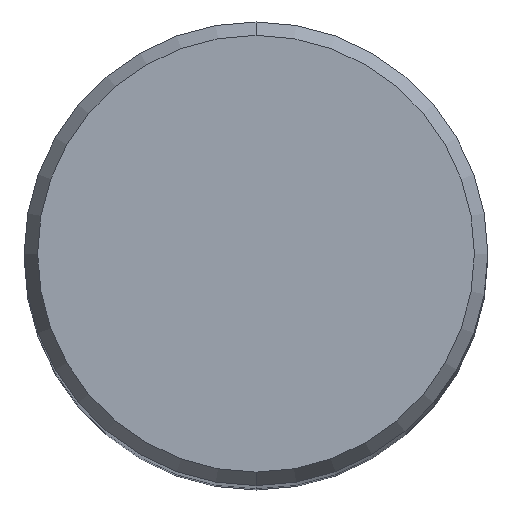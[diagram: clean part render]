
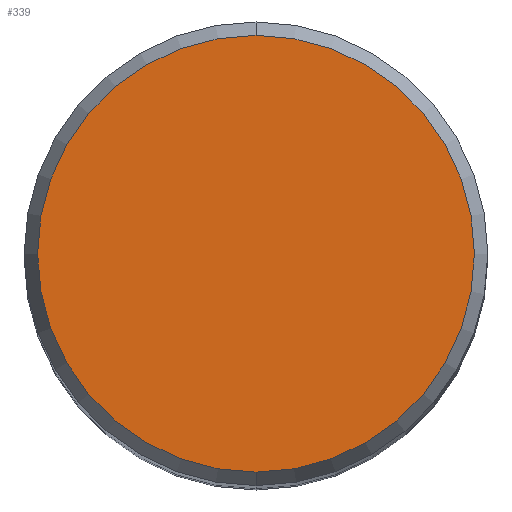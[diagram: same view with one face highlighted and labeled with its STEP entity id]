
A CAD part, top view. The second image highlights one B-rep face of the part: STEP entity #339.
In plain terms, the highlighted planar face has unit normal (0, 0, 1).
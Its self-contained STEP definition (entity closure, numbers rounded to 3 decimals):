
#169=VERTEX_POINT('',#437);
#267=EDGE_CURVE('',#169,#277,#544,.T.);
#277=VERTEX_POINT('',#555);
#339=ADVANCED_FACE('',(#620),#621,.T.);
#343=EDGE_CURVE('',#277,#169,#625,.T.);
#437=CARTESIAN_POINT('',(0.0,7.479,0.));
#544=CIRCLE('',#1008,7.479);
#555=CARTESIAN_POINT('',(0.,-7.479,0.));
#620=FACE_OUTER_BOUND('',#1226,.T.);
#621=PLANE('',#1227);
#625=CIRCLE('',#1232,7.479);
#1008=AXIS2_PLACEMENT_3D('',#1471,#1472,#1473);
#1226=EDGE_LOOP('',(#1535,#1536));
#1227=AXIS2_PLACEMENT_3D('',#1537,#1538,#1539);
#1232=AXIS2_PLACEMENT_3D('',#1540,#1541,#1542);
#1471=CARTESIAN_POINT('',(0.0,0.0,0.));
#1472=DIRECTION('',(0.0,0.0,-1.0));
#1473=DIRECTION('',(0.0,1.0,0.0));
#1535=ORIENTED_EDGE('',*,*,#267,.F.);
#1536=ORIENTED_EDGE('',*,*,#343,.F.);
#1537=CARTESIAN_POINT('',(0.0,3.74,0.));
#1538=DIRECTION('',(-0.0,0.0,1.0));
#1539=DIRECTION('',(0.0,-1.0,0.0));
#1540=CARTESIAN_POINT('',(0.0,0.0,0.));
#1541=DIRECTION('',(0.0,0.0,-1.0));
#1542=DIRECTION('',(0.0,1.0,0.0));
